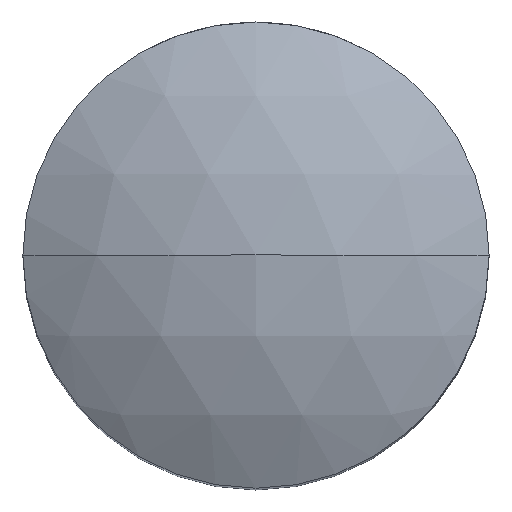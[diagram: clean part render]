
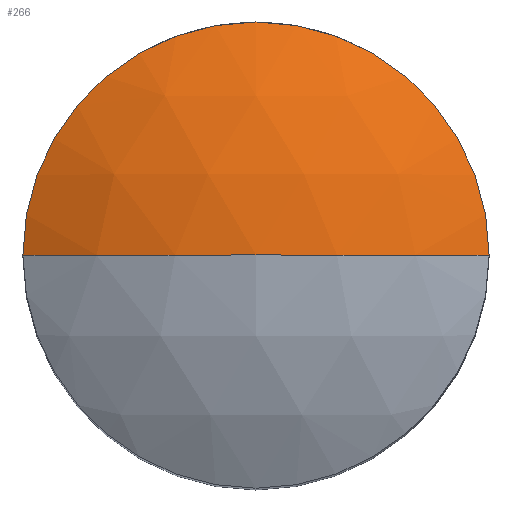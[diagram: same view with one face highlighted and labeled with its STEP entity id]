
A CAD part, top view. The second image highlights one B-rep face of the part: STEP entity #266.
In plain terms, the highlighted spherical face has radius 3 mm.
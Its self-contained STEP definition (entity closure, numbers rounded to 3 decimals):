
#15 = CARTESIAN_POINT ( 'NONE',  ( 0., 0., 3.598 ) ) ;
#53 = CIRCLE ( 'NONE', #137, 3. ) ;
#93 = DIRECTION ( 'NONE',  ( -1., 0., 0. ) ) ;
#126 = CARTESIAN_POINT ( 'NONE',  ( 0., 0., 1. ) ) ;
#137 = AXIS2_PLACEMENT_3D ( 'NONE', #126, #590, #192 ) ;
#185 = CIRCLE ( 'NONE', #236, 1.5 ) ;
#187 = VERTEX_POINT ( 'NONE', #740 ) ;
#190 = ORIENTED_EDGE ( 'NONE', *, *, #471, .F. ) ;
#192 = DIRECTION ( 'NONE',  ( 1., 0., 0. ) ) ;
#236 = AXIS2_PLACEMENT_3D ( 'NONE', #15, #496, #93 ) ;
#241 = ORIENTED_EDGE ( 'NONE', *, *, #748, .F. ) ;
#266 = ADVANCED_FACE ( 'NONE', ( #690 ), #554, .T. ) ;
#268 = AXIS2_PLACEMENT_3D ( 'NONE', #835, #824, #822 ) ;
#297 = VERTEX_POINT ( 'NONE', #448 ) ;
#321 = AXIS2_PLACEMENT_3D ( 'NONE', #570, #522, #503 ) ;
#329 = VERTEX_POINT ( 'NONE', #386 ) ;
#342 = EDGE_LOOP ( 'NONE', ( #241, #714, #190 ) ) ;
#386 = CARTESIAN_POINT ( 'NONE',  ( 0., 0., 4. ) ) ;
#392 = EDGE_CURVE ( 'NONE', #329, #297, #761, .T. ) ;
#448 = CARTESIAN_POINT ( 'NONE',  ( 1.5, 0., 3.598 ) ) ;
#471 = EDGE_CURVE ( 'NONE', #187, #297, #185, .T. ) ;
#496 = DIRECTION ( 'NONE',  ( 0., 0., -1. ) ) ;
#503 = DIRECTION ( 'NONE',  ( 1., 0., 0. ) ) ;
#522 = DIRECTION ( 'NONE',  ( 0., -1., 0. ) ) ;
#554 = SPHERICAL_SURFACE ( 'NONE', #321, 3. ) ;
#570 = CARTESIAN_POINT ( 'NONE',  ( 0., 0., 1. ) ) ;
#590 = DIRECTION ( 'NONE',  ( 0., -1., 0. ) ) ;
#690 = FACE_OUTER_BOUND ( 'NONE', #342, .T. ) ;
#714 = ORIENTED_EDGE ( 'NONE', *, *, #392, .T. ) ;
#740 = CARTESIAN_POINT ( 'NONE',  ( -1.5, 0., 3.598 ) ) ;
#748 = EDGE_CURVE ( 'NONE', #329, #187, #53, .T. ) ;
#761 = CIRCLE ( 'NONE', #268, 3. ) ;
#822 = DIRECTION ( 'NONE',  ( 0., 0., 1. ) ) ;
#824 = DIRECTION ( 'NONE',  ( 0., 1., 0. ) ) ;
#835 = CARTESIAN_POINT ( 'NONE',  ( 0., 0., 1. ) ) ;
